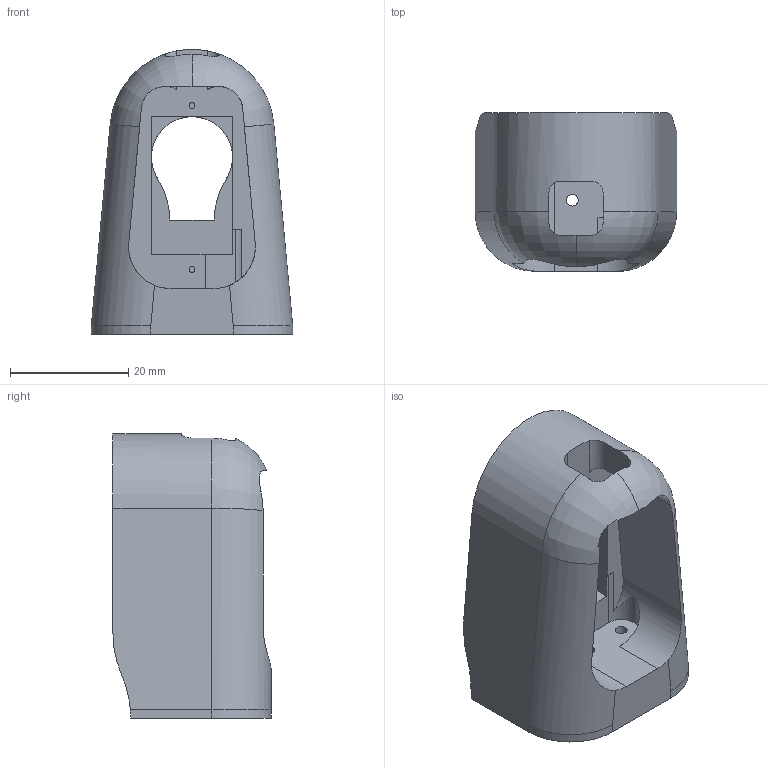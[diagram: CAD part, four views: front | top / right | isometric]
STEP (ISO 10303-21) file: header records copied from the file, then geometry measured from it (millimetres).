
FILE_DESCRIPTION (( 'STEP AP203' ), '1' );
FILE_NAME ('Arm 3_Default_sldprt.STEP', '2025-08-10T22:18:55', ( '' ), ( '' ), 'SwSTEP 2.0', 'SolidWorks 2024', '' );
FILE_SCHEMA (( 'CONFIG_CONTROL_DESIGN' ));
Length unit declared in the file: millimetre
Products named in the file (1): Arm 3_Default_sldprt
Bounding box: 34 x 26.7 x 48.07 mm (x, y, z)
Volume: 20448.2 mm3; surface area: 7871.5 mm2
Topology: 1 solids, 1 shells, 69 faces, 191 edges, 124 vertices
Faces by surface type: plane 34, cylinder 31, torus 2, bspline 2
Entity records: 2476 total; most frequent: CARTESIAN_POINT 638, ORIENTED_EDGE 382, DIRECTION 356, EDGE_CURVE 191, VERTEX_POINT 124, AXIS2_PLACEMENT_3D 124, VECTOR 108, LINE 108
